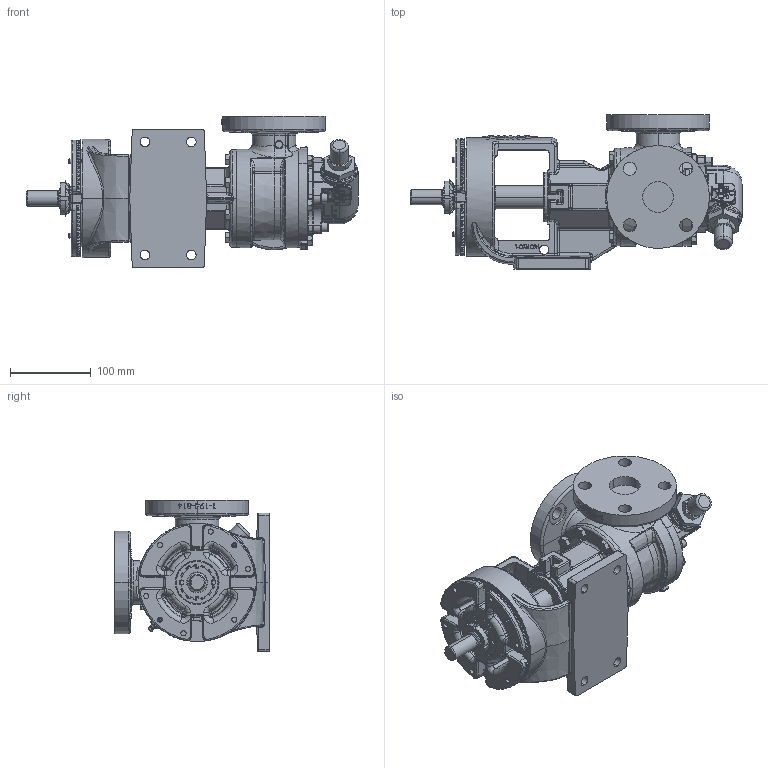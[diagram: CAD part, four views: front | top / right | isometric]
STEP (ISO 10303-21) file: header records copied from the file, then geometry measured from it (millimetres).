
FILE_DESCRIPTION (( 'STEP AP203' ), '1' );
FILE_NAME ('H123A_RV.STEP', '2019-11-25T15:44:43', ( '' ), ( '' ), 'SwSTEP 2.0', 'SolidWorks 2018', '' );
FILE_SCHEMA (( 'CONFIG_CONTROL_DESIGN' ));
Products named in the file (1): H123A_RV
Bounding box: 409.99 x 190.5 x 187.32 mm (x, y, z)
Volume: 3486560.9 mm3; surface area: 348702.5 mm2
Topology: 1 solids, 1 shells, 3133 faces, 7966 edges, 4868 vertices
Faces by surface type: plane 923, cylinder 898, bspline 772, cone 336, torus 112, sphere 92
Entity records: 137634 total; most frequent: CARTESIAN_POINT 69083, ORIENTED_EDGE 15780, DIRECTION 12518, EDGE_CURVE 7890, VERTEX_POINT 4864, AXIS2_PLACEMENT_3D 4843, EDGE_LOOP 3272, ADVANCED_FACE 3133
